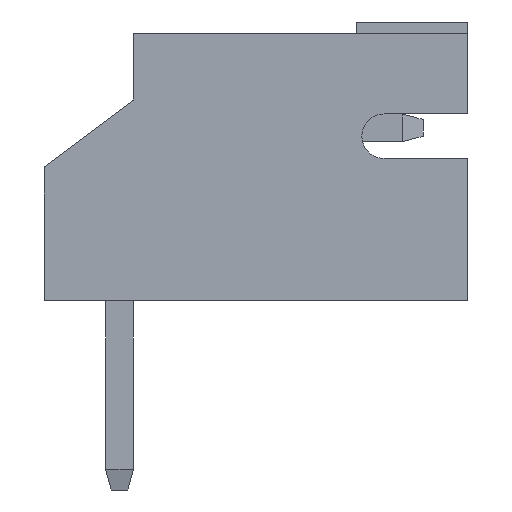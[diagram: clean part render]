
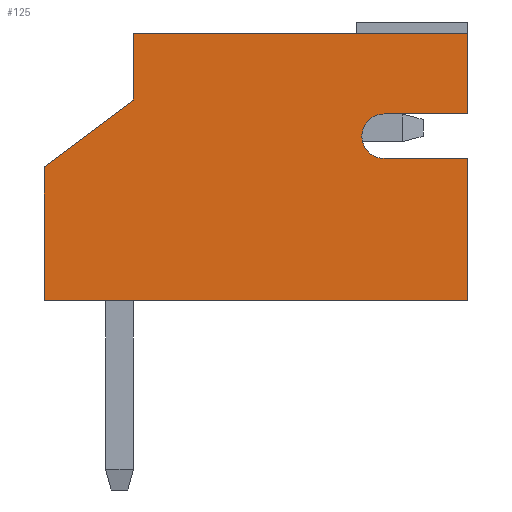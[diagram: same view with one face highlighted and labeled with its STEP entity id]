
A CAD part, left-side view. The second image highlights one B-rep face of the part: STEP entity #125.
In plain terms, the highlighted planar face has unit normal (-1, 0, 0).
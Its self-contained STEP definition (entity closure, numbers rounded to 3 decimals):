
#125=ADVANCED_FACE('',(#3520),#3522,.T.);
#3520=FACE_BOUND('',#3521,.T.);
#3521=EDGE_LOOP('',(#6270,#6271,#6272,#6273,#6274,#6275,#6276,#6277,#6278,#6279));
#3522=PLANE('',#3523);
#3523=AXIS2_PLACEMENT_3D('',#3524,#3525,#3526);
#3524=CARTESIAN_POINT('',(-1.95,0.,0.));
#3525=DIRECTION('',(-1.,0.,0.));
#3526=DIRECTION('',(0.,0.,1.));
#6270=ORIENTED_EDGE('',*,*,#8171,.T.);
#6271=ORIENTED_EDGE('',*,*,#8091,.T.);
#6272=ORIENTED_EDGE('',*,*,#8165,.T.);
#6273=ORIENTED_EDGE('',*,*,#8172,.T.);
#6274=ORIENTED_EDGE('',*,*,#8173,.T.);
#6275=ORIENTED_EDGE('',*,*,#8174,.T.);
#6276=ORIENTED_EDGE('',*,*,#8175,.T.);
#6277=ORIENTED_EDGE('',*,*,#8176,.T.);
#6278=ORIENTED_EDGE('',*,*,#8177,.T.);
#6279=ORIENTED_EDGE('',*,*,#8178,.T.);
#8091=EDGE_CURVE('',#9056,#9054,#9057,.T.);
#8165=EDGE_CURVE('',#9054,#9198,#9200,.T.);
#8171=EDGE_CURVE('',#9208,#9056,#9209,.F.);
#8172=EDGE_CURVE('',#9198,#9210,#9211,.T.);
#8173=EDGE_CURVE('',#9210,#9212,#9213,.T.);
#8174=EDGE_CURVE('',#9212,#9214,#9215,.T.);
#8175=EDGE_CURVE('',#9214,#9216,#9217,.T.);
#8176=EDGE_CURVE('',#9216,#9218,#9219,.T.);
#8177=EDGE_CURVE('',#9218,#9220,#9221,.F.);
#8178=EDGE_CURVE('',#9220,#9208,#9222,.F.);
#9054=VERTEX_POINT('',#10625);
#9056=VERTEX_POINT('',#10629);
#9057=LINE('',#10630,#10631);
#9198=VERTEX_POINT('',#10917);
#9200=LINE('',#10921,#10922);
#9208=VERTEX_POINT('',#10941);
#9209=LINE('',#10942,#10943);
#9210=VERTEX_POINT('',#10945);
#9211=LINE('',#10946,#10947);
#9212=VERTEX_POINT('',#10949);
#9213=LINE('',#10950,#10951);
#9214=VERTEX_POINT('',#10953);
#9215=LINE('',#10954,#10955);
#9216=VERTEX_POINT('',#10957);
#9217=LINE('',#10958,#10959);
#9218=VERTEX_POINT('',#10961);
#9219=LINE('',#10962,#10963);
#9220=VERTEX_POINT('',#10965);
#9221=LINE('',#10966,#10967);
#9222=CIRCLE('',#10969,0.4);
#10625=CARTESIAN_POINT('',(-1.95,-6.25,4.8));
#10629=CARTESIAN_POINT('',(-1.95,-6.25,3.35));
#10630=CARTESIAN_POINT('',(-1.95,-6.25,3.35));
#10631=VECTOR('',#10632,1.);
#10632=DIRECTION('',(0.,0.,1.));
#10917=CARTESIAN_POINT('',(-1.95,-0.25,4.8));
#10921=CARTESIAN_POINT('',(-1.95,-6.25,4.8));
#10922=VECTOR('',#10923,1.);
#10923=DIRECTION('',(0.,1.,0.));
#10941=CARTESIAN_POINT('',(-1.95,-4.75,3.35));
#10942=CARTESIAN_POINT('',(-1.95,-6.25,3.35));
#10943=VECTOR('',#10944,1.);
#10944=DIRECTION('',(0.,1.,0.));
#10945=CARTESIAN_POINT('',(-1.95,-0.25,3.6));
#10946=CARTESIAN_POINT('',(-1.95,-0.25,4.8));
#10947=VECTOR('',#10948,1.);
#10948=DIRECTION('',(0.,0.,-1.));
#10949=CARTESIAN_POINT('',(-1.95,1.35,2.4));
#10950=CARTESIAN_POINT('',(-1.95,-0.25,3.6));
#10951=VECTOR('',#10952,1.);
#10952=DIRECTION('',(0.,0.8,-0.6));
#10953=CARTESIAN_POINT('',(-1.95,1.35,0.));
#10954=CARTESIAN_POINT('',(-1.95,1.35,2.4));
#10955=VECTOR('',#10956,1.);
#10956=DIRECTION('',(0.,0.,-1.));
#10957=CARTESIAN_POINT('',(-1.95,-6.25,0.));
#10958=CARTESIAN_POINT('',(-1.95,1.35,0.));
#10959=VECTOR('',#10960,1.);
#10960=DIRECTION('',(0.,-1.,0.));
#10961=CARTESIAN_POINT('',(-1.95,-6.25,2.55));
#10962=CARTESIAN_POINT('',(-1.95,-6.25,0.));
#10963=VECTOR('',#10964,1.);
#10964=DIRECTION('',(0.,0.,1.));
#10965=CARTESIAN_POINT('',(-1.95,-4.75,2.55));
#10966=CARTESIAN_POINT('',(-1.95,-4.75,2.55));
#10967=VECTOR('',#10968,1.);
#10968=DIRECTION('',(0.,-1.,0.));
#10969=AXIS2_PLACEMENT_3D('',#10970,#10971,#10972);
#10970=CARTESIAN_POINT('',(-1.95,-4.75,2.95));
#10971=DIRECTION('',(-1.,0.,0.));
#10972=DIRECTION('',(0.,0.,1.));
